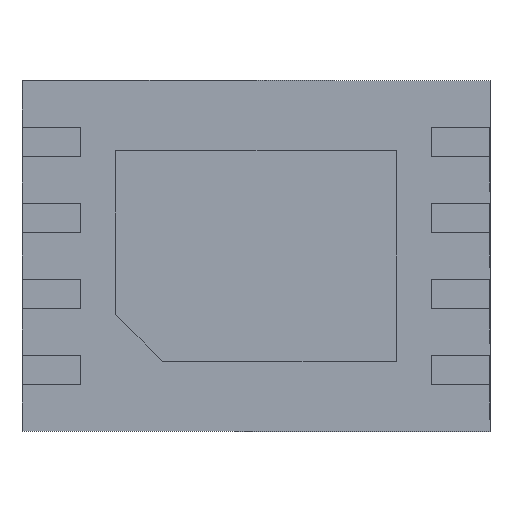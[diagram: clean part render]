
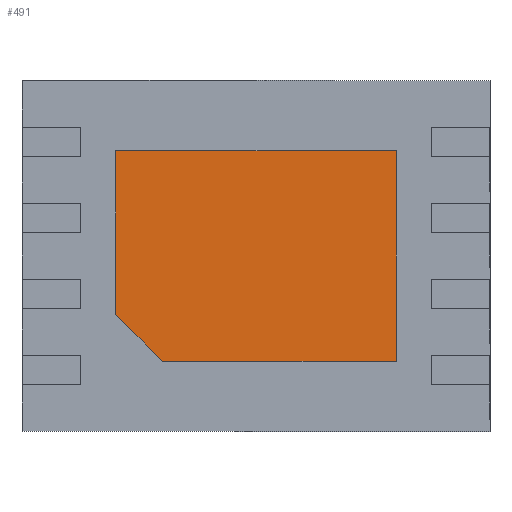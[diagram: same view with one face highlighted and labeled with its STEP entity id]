
A CAD part, front view. The second image highlights one B-rep face of the part: STEP entity #491.
In plain terms, the highlighted planar face has unit normal (0, -1, 0).
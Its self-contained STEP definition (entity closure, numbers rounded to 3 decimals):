
#17 = EDGE_CURVE ( 'NONE', #1725, #516, #265, .T. ) ;
#43 = EDGE_CURVE ( 'NONE', #516, #1123, #1395, .T. ) ;
#143 = ORIENTED_EDGE ( 'NONE', *, *, #17, .T. ) ;
#265 = LINE ( 'NONE', #1737, #1340 ) ;
#281 = ORIENTED_EDGE ( 'NONE', *, *, #43, .T. ) ;
#356 = CARTESIAN_POINT ( 'NONE',  ( -1.2, 0., -0.5 ) ) ;
#405 = VECTOR ( 'NONE', #2526, 1000. ) ;
#434 = VERTEX_POINT ( 'NONE', #1724 ) ;
#491 = ADVANCED_FACE ( 'NONE', ( #1943 ), #2303, .T. ) ;
#516 = VERTEX_POINT ( 'NONE', #356 ) ;
#622 = DIRECTION ( 'NONE',  ( 0., 0., 1. ) ) ;
#668 = CARTESIAN_POINT ( 'NONE',  ( -0.8, 0., -0.9 ) ) ;
#815 = CARTESIAN_POINT ( 'NONE',  ( 1.2, 0., -0.9 ) ) ;
#982 = AXIS2_PLACEMENT_3D ( 'NONE', #1598, #2786, #1392 ) ;
#1123 = VERTEX_POINT ( 'NONE', #668 ) ;
#1242 = CARTESIAN_POINT ( 'NONE',  ( -0.85, 0., -0.85 ) ) ;
#1271 = DIRECTION ( 'NONE',  ( -1., 0., 0. ) ) ;
#1287 = DIRECTION ( 'NONE',  ( 0., 0., -1. ) ) ;
#1340 = VECTOR ( 'NONE', #1287, 1000. ) ;
#1392 = DIRECTION ( 'NONE',  ( 0., 0., -1. ) ) ;
#1395 = LINE ( 'NONE', #1242, #405 ) ;
#1524 = CARTESIAN_POINT ( 'NONE',  ( -1.2, 0., 0.9 ) ) ;
#1598 = CARTESIAN_POINT ( 'NONE',  ( 0., 0., 0. ) ) ;
#1626 = ORIENTED_EDGE ( 'NONE', *, *, #2355, .T. ) ;
#1688 = VECTOR ( 'NONE', #622, 1000. ) ;
#1723 = LINE ( 'NONE', #3118, #1688 ) ;
#1724 = CARTESIAN_POINT ( 'NONE',  ( 1.2, 0., -0.9 ) ) ;
#1725 = VERTEX_POINT ( 'NONE', #1524 ) ;
#1737 = CARTESIAN_POINT ( 'NONE',  ( -1.2, 0., 0.9 ) ) ;
#1878 = LINE ( 'NONE', #815, #1883 ) ;
#1883 = VECTOR ( 'NONE', #1976, 1000. ) ;
#1942 = LINE ( 'NONE', #2738, #2990 ) ;
#1943 = FACE_OUTER_BOUND ( 'NONE', #2706, .T. ) ;
#1947 = EDGE_CURVE ( 'NONE', #1123, #434, #1878, .T. ) ;
#1976 = DIRECTION ( 'NONE',  ( 1., 0., 0. ) ) ;
#2199 = ORIENTED_EDGE ( 'NONE', *, *, #2641, .T. ) ;
#2255 = VERTEX_POINT ( 'NONE', #2820 ) ;
#2303 = PLANE ( 'NONE',  #982 ) ;
#2355 = EDGE_CURVE ( 'NONE', #434, #2255, #1723, .T. ) ;
#2526 = DIRECTION ( 'NONE',  ( 0.707, 0., -0.707 ) ) ;
#2641 = EDGE_CURVE ( 'NONE', #2255, #1725, #1942, .T. ) ;
#2664 = ORIENTED_EDGE ( 'NONE', *, *, #1947, .T. ) ;
#2706 = EDGE_LOOP ( 'NONE', ( #143, #281, #2664, #1626, #2199 ) ) ;
#2738 = CARTESIAN_POINT ( 'NONE',  ( 1.2, 0., 0.9 ) ) ;
#2786 = DIRECTION ( 'NONE',  ( 0., -1., 0. ) ) ;
#2820 = CARTESIAN_POINT ( 'NONE',  ( 1.2, 0., 0.9 ) ) ;
#2990 = VECTOR ( 'NONE', #1271, 1000. ) ;
#3118 = CARTESIAN_POINT ( 'NONE',  ( 1.2, 0., 0.9 ) ) ;
